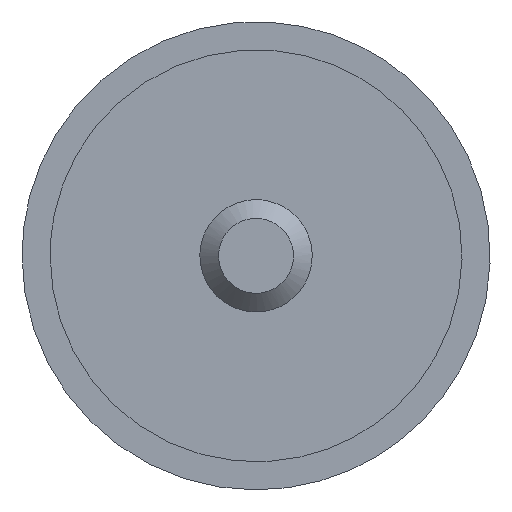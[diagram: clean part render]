
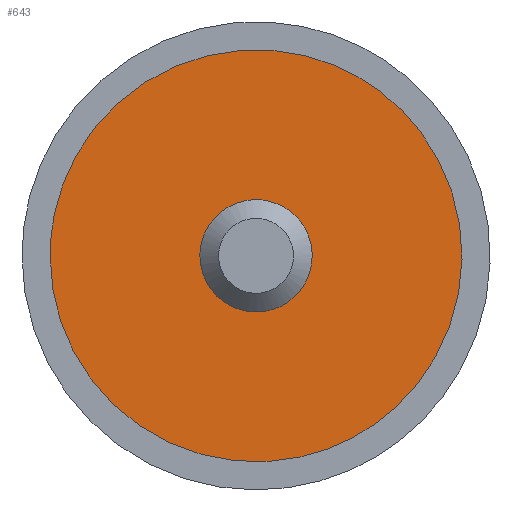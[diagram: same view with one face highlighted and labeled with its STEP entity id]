
A CAD part, front view. The second image highlights one B-rep face of the part: STEP entity #643.
In plain terms, the highlighted free-form (B-spline) face has degree [1, 1] with [2, 2] control points.
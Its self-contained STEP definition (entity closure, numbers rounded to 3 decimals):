
#606 = EDGE_CURVE('',#607,#607,#609,.T.);
#607 = VERTEX_POINT('',#608);
#608 = CARTESIAN_POINT('',(-9.423,0.,
    0.));
#609 = ( BOUNDED_CURVE() B_SPLINE_CURVE(2,(#610,#611,#612,#613,#614,#615
,#616),.UNSPECIFIED.,.T.,.F.) B_SPLINE_CURVE_WITH_KNOTS((3,2,2,3),(
    3.142,5.236,7.33,9.425),
.PIECEWISE_BEZIER_KNOTS.) CURVE() GEOMETRIC_REPRESENTATION_ITEM() 
RATIONAL_B_SPLINE_CURVE((1.,0.5,1.,0.5,1.,0.5,1.)) REPRESENTATION_ITEM(
  '') );
#610 = CARTESIAN_POINT('',(-9.423,0.,
    0.));
#611 = CARTESIAN_POINT('',(-9.423,0.,
    -16.322));
#612 = CARTESIAN_POINT('',(4.712,0.,
    -8.161));
#613 = CARTESIAN_POINT('',(18.846,0.,
    0.));
#614 = CARTESIAN_POINT('',(4.712,0.,
    8.161));
#615 = CARTESIAN_POINT('',(-9.423,0.,
    16.322));
#616 = CARTESIAN_POINT('',(-9.423,0.,
    0.));
#643 = ADVANCED_FACE('',(#644,#647),#661,.T.);
#644 = FACE_BOUND('',#645,.T.);
#645 = EDGE_LOOP('',(#646));
#646 = ORIENTED_EDGE('',*,*,#606,.T.);
#647 = FACE_BOUND('',#648,.T.);
#648 = EDGE_LOOP('',(#649));
#649 = ORIENTED_EDGE('',*,*,#650,.F.);
#650 = EDGE_CURVE('',#651,#651,#653,.T.);
#651 = VERTEX_POINT('',#652);
#652 = CARTESIAN_POINT('',(-2.57,0.,0.));
#653 = ( BOUNDED_CURVE() B_SPLINE_CURVE(2,(#654,#655,#656,#657,#658,#659
,#660),.UNSPECIFIED.,.T.,.F.) B_SPLINE_CURVE_WITH_KNOTS((3,2,2,3),(
    3.142,5.236,7.33,9.425),
.PIECEWISE_BEZIER_KNOTS.) CURVE() GEOMETRIC_REPRESENTATION_ITEM() 
RATIONAL_B_SPLINE_CURVE((1.,0.5,1.,0.5,1.,0.5,1.)) REPRESENTATION_ITEM(
  '') );
#654 = CARTESIAN_POINT('',(-2.57,0.,
    0.));
#655 = CARTESIAN_POINT('',(-2.57,0.,
    -4.451));
#656 = CARTESIAN_POINT('',(1.285,0.,
    -2.226));
#657 = CARTESIAN_POINT('',(5.14,0.,
    0.));
#658 = CARTESIAN_POINT('',(1.285,0.,
    2.226));
#659 = CARTESIAN_POINT('',(-2.57,0.,
    4.451));
#660 = CARTESIAN_POINT('',(-2.57,0.,
    0.));
#661 = B_SPLINE_SURFACE_WITH_KNOTS('',1,1,(
    (#662,#663)
    ,(#664,#665
    )),.UNSPECIFIED.,.F.,.F.,.F.,(2,2),(2,2),(-11.,11.),(-14.,8.),
  .PIECEWISE_BEZIER_KNOTS.);
#662 = CARTESIAN_POINT('',(-9.423,0.,
    9.423));
#663 = CARTESIAN_POINT('',(9.423,0.,
    9.423));
#664 = CARTESIAN_POINT('',(-9.423,0.,
    -9.423));
#665 = CARTESIAN_POINT('',(9.423,0.,
    -9.423));
